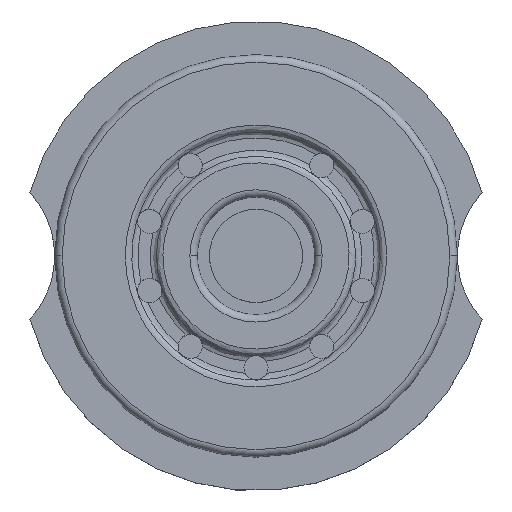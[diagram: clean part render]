
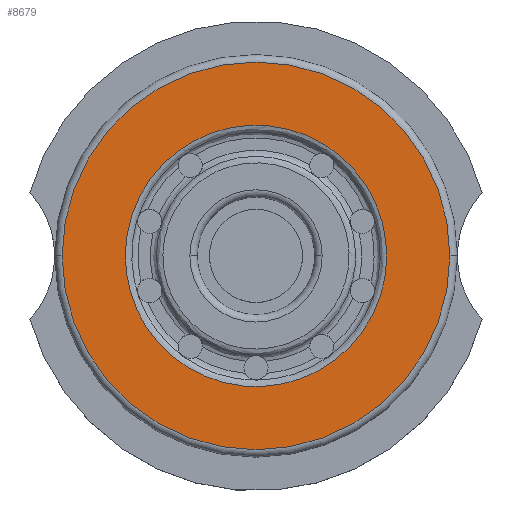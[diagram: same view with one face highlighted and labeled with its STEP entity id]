
A CAD part, top view. The second image highlights one B-rep face of the part: STEP entity #8679.
In plain terms, the highlighted planar face has unit normal (0, 0, 1).
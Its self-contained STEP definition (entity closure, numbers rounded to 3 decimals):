
#6213=CARTESIAN_POINT('',(-10.4,0.,14.));
#6214=VERTEX_POINT('',#6213);
#6223=CARTESIAN_POINT('',(10.4,0.,14.));
#6224=VERTEX_POINT('',#6223);
#6232=CARTESIAN_POINT('',(0.,0.,14.));
#6233=DIRECTION('',(0.0,0.0,-1.0));
#6234=DIRECTION('',(-1.0,0.0,0.0));
#6235=AXIS2_PLACEMENT_3D('',#6232,#6233,#6234);
#6236=CIRCLE('',#6235,10.4);
#6237=EDGE_CURVE('',#6224,#6214,#6236,.T.);
#8090=CARTESIAN_POINT('',(7.009,-0.226,14.));
#8091=VERTEX_POINT('',#8090);
#8189=CARTESIAN_POINT('',(7.009,-0.226,14.));
#8190=CARTESIAN_POINT('',(7.022,0.188,14.));
#8191=CARTESIAN_POINT('',(6.999,0.606,14.));
#8192=CARTESIAN_POINT('',(6.885,1.375,14.));
#8193=CARTESIAN_POINT('',(6.805,1.728,14.));
#8194=CARTESIAN_POINT('',(6.613,2.352,14.));
#8195=CARTESIAN_POINT('',(6.509,2.626,14.));
#8196=CARTESIAN_POINT('',(6.265,3.163,14.));
#8197=CARTESIAN_POINT('',(6.126,3.425,14.));
#8198=CARTESIAN_POINT('',(5.732,4.065,14.));
#8199=CARTESIAN_POINT('',(5.454,4.431,14.));
#8200=CARTESIAN_POINT('',(4.84,5.094,14.));
#8201=CARTESIAN_POINT('',(4.497,5.399,14.));
#8202=CARTESIAN_POINT('',(3.759,5.937,14.));
#8203=CARTESIAN_POINT('',(3.364,6.169,14.));
#8204=CARTESIAN_POINT('',(2.558,6.544,14.));
#8205=CARTESIAN_POINT('',(2.141,6.692,14.));
#8206=CARTESIAN_POINT('',(1.387,6.882,14.));
#8207=CARTESIAN_POINT('',(1.055,6.94,14.));
#8208=CARTESIAN_POINT('',(0.448,7.003,14.));
#8209=CARTESIAN_POINT('',(0.174,7.016,14.));
#8210=CARTESIAN_POINT('',(-0.377,7.008,14.));
#8211=CARTESIAN_POINT('',(-0.654,6.987,14.));
#8212=CARTESIAN_POINT('',(-1.284,6.903,14.));
#8213=CARTESIAN_POINT('',(-1.636,6.828,14.));
#8214=CARTESIAN_POINT('',(-2.261,6.644,14.));
#8215=CARTESIAN_POINT('',(-2.537,6.544,14.));
#8216=CARTESIAN_POINT('',(-3.079,6.307,14.));
#8217=CARTESIAN_POINT('',(-3.343,6.171,14.));
#8218=CARTESIAN_POINT('',(-3.99,5.785,14.));
#8219=CARTESIAN_POINT('',(-4.359,5.512,14.));
#8220=CARTESIAN_POINT('',(-5.03,4.906,14.));
#8221=CARTESIAN_POINT('',(-5.34,4.568,14.));
#8222=CARTESIAN_POINT('',(-5.887,3.837,14.));
#8223=CARTESIAN_POINT('',(-6.125,3.444,14.));
#8224=CARTESIAN_POINT('',(-6.508,2.647,14.));
#8225=CARTESIAN_POINT('',(-6.66,2.237,14.));
#8226=CARTESIAN_POINT('',(-6.867,1.466,14.));
#8227=CARTESIAN_POINT('',(-6.933,1.108,14.));
#8228=CARTESIAN_POINT('',(-7.001,0.476,14.));
#8229=CARTESIAN_POINT('',(-7.015,0.202,14.));
#8230=CARTESIAN_POINT('',(-7.009,-0.35,14.));
#8231=CARTESIAN_POINT('',(-6.99,-0.626,14.));
#8232=CARTESIAN_POINT('',(-6.893,-1.371,14.));
#8233=CARTESIAN_POINT('',(-6.784,-1.835,14.));
#8234=CARTESIAN_POINT('',(-6.47,-2.75,14.));
#8235=CARTESIAN_POINT('',(-6.255,-3.209,14.));
#8236=CARTESIAN_POINT('',(-5.836,-3.9,14.));
#8237=CARTESIAN_POINT('',(-5.66,-4.15,14.));
#8238=CARTESIAN_POINT('',(-5.317,-4.578,14.));
#8239=CARTESIAN_POINT('',(-5.155,-4.76,14.));
#8240=CARTESIAN_POINT('',(-4.81,-5.108,14.));
#8241=CARTESIAN_POINT('',(-4.628,-5.274,14.));
#8242=CARTESIAN_POINT('',(-4.138,-5.674,14.));
#8243=CARTESIAN_POINT('',(-3.818,-5.894,14.));
#8244=CARTESIAN_POINT('',(-3.364,-6.154,14.));
#8245=CARTESIAN_POINT('',(-3.242,-6.219,14.));
#8246=CARTESIAN_POINT('',(-2.79,-6.444,14.));
#8247=CARTESIAN_POINT('',(-2.446,-6.582,14.));
#8248=CARTESIAN_POINT('',(-1.739,-6.803,14.));
#8249=CARTESIAN_POINT('',(-1.376,-6.886,14.));
#8250=CARTESIAN_POINT('',(-0.841,-6.964,14.));
#8251=CARTESIAN_POINT('',(-0.671,-6.982,14.));
#8252=CARTESIAN_POINT('',(-0.128,-7.021,14.));
#8253=CARTESIAN_POINT('',(0.25,-7.018,14.));
#8254=CARTESIAN_POINT('',(1.002,-6.951,14.));
#8255=CARTESIAN_POINT('',(1.376,-6.886,14.));
#8256=CARTESIAN_POINT('',(1.892,-6.754,14.));
#8257=CARTESIAN_POINT('',(2.043,-6.71,14.));
#8258=CARTESIAN_POINT('',(2.621,-6.52,14.));
#8259=CARTESIAN_POINT('',(3.041,-6.335,14.));
#8260=CARTESIAN_POINT('',(3.837,-5.887,14.));
#8261=CARTESIAN_POINT('',(4.212,-5.624,14.));
#8262=CARTESIAN_POINT('',(5.011,-4.941,14.));
#8263=CARTESIAN_POINT('',(5.422,-4.488,14.));
#8264=CARTESIAN_POINT('',(5.941,-3.738,14.));
#8265=CARTESIAN_POINT('',(6.099,-3.474,14.));
#8266=CARTESIAN_POINT('',(6.389,-2.908,14.));
#8267=CARTESIAN_POINT('',(6.52,-2.603,14.));
#8268=CARTESIAN_POINT('',(6.688,-2.115,14.));
#8269=CARTESIAN_POINT('',(6.742,-1.936,14.));
#8270=CARTESIAN_POINT('',(6.918,-1.257,14.));
#8271=CARTESIAN_POINT('',(6.992,-0.741,14.));
#8272=CARTESIAN_POINT('',(7.009,-0.226,14.));
#8273=B_SPLINE_CURVE_WITH_KNOTS('',3,(#8189,#8190,#8191,#8192,#8193,#8194,#8195,#8196,#8197,#8198,#8199,#8200,#8201,#8202,#8203,#8204,#8205,#8206,#8207,#8208,#8209,#8210,#8211,#8212,#8213,#8214,#8215,#8216,#8217,#8218,#8219,#8220,#8221,#8222,#8223,#8224,#8225,#8226,#8227,#8228,#8229,#8230,#8231,#8232,#8233,#8234,#8235,#8236,#8237,#8238,#8239,#8240,#8241,#8242,#8243,#8244,#8245,#8246,#8247,#8248,#8249,#8250,#8251,#8252,#8253,#8254,#8255,#8256,#8257,#8258,#8259,#8260,#8261,#8262,#8263,#8264,#8265,#8266,#8267,#8268,#8269,#8270,#8271,#8272),.UNSPECIFIED.,.T.,.U.,(4,2,2,2,2,2,2,2,2,2,2,2,2,2,2,2,2,2,2,2,2,2,2,2,2,2,2,2,2,2,2,2,2,2,2,2,2,2,2,2,2,4),(0.0,0.178,0.332,0.458,0.584,0.779,0.973,1.168,1.356,1.499,1.617,1.735,1.888,2.015,2.141,2.336,2.53,2.725,2.911,3.066,3.184,3.302,3.504,3.718,3.848,3.953,4.058,4.223,4.282,4.44,4.598,4.672,4.833,4.994,5.061,5.256,5.45,5.708,5.84,5.981,6.061,6.283),.UNSPECIFIED.);
#8274=EDGE_CURVE('',#8091,#8091,#8273,.T.);
#8661=CARTESIAN_POINT('',(0.,0.,14.));
#8662=DIRECTION('',(0.0,0.0,1.0));
#8663=DIRECTION('',(1.0,0.0,0.0));
#8664=AXIS2_PLACEMENT_3D('',#8661,#8662,#8663);
#8665=PLANE('',#8664);
#8666=ORIENTED_EDGE('',*,*,#6237,.F.);
#8667=CARTESIAN_POINT('',(0.,0.,14.));
#8668=DIRECTION('',(0.0,0.0,-1.0));
#8669=DIRECTION('',(-1.0,0.0,0.0));
#8670=AXIS2_PLACEMENT_3D('',#8667,#8668,#8669);
#8671=CIRCLE('',#8670,10.4);
#8672=EDGE_CURVE('',#6214,#6224,#8671,.T.);
#8673=ORIENTED_EDGE('',*,*,#8672,.F.);
#8674=EDGE_LOOP('',(#8666,#8673));
#8675=FACE_OUTER_BOUND('',#8674,.T.);
#8676=ORIENTED_EDGE('',*,*,#8274,.F.);
#8677=EDGE_LOOP('',(#8676));
#8678=FACE_BOUND('',#8677,.T.);
#8679=ADVANCED_FACE('',(#8675,#8678),#8665,.T.);
